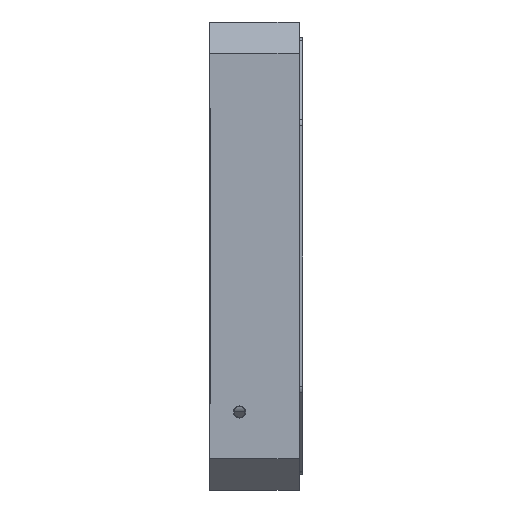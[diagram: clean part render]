
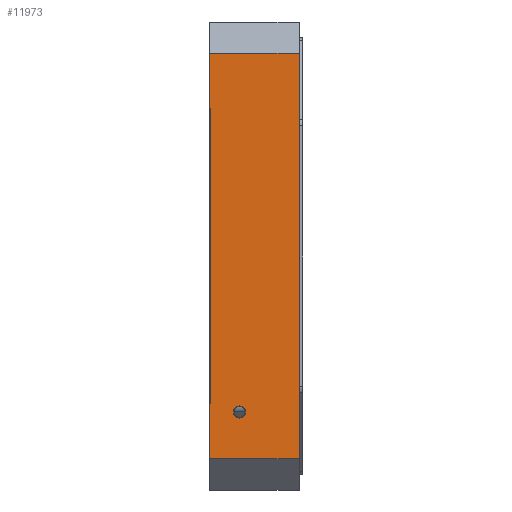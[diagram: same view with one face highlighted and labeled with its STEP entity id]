
A CAD part, left-side view. The second image highlights one B-rep face of the part: STEP entity #11973.
In plain terms, the highlighted planar face has unit normal (-1, 0, 0).
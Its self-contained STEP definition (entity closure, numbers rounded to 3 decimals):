
#7 = ORIENTED_EDGE ( 'NONE', *, *, #1723, .T. ) ;
#317 = CARTESIAN_POINT ( 'NONE',  ( -75., 12.75, -50. ) ) ;
#1076 = LINE ( 'NONE', #13772, #22036 ) ;
#1200 = EDGE_LOOP ( 'NONE', ( #22066, #7557 ) ) ;
#1307 = VERTEX_POINT ( 'NONE', #17000 ) ;
#1723 = EDGE_CURVE ( 'NONE', #1307, #22697, #1076, .T. ) ;
#1791 = EDGE_CURVE ( 'NONE', #7952, #12411, #15656, .T. ) ;
#1972 = CARTESIAN_POINT ( 'NONE',  ( -75., 22.3, -47.5 ) ) ;
#1981 = DIRECTION ( 'NONE',  ( 0., 0., -1. ) ) ;
#2003 = EDGE_LOOP ( 'NONE', ( #2514, #7, #6921, #11681, #8404, #15380, #7303, #12301 ) ) ;
#2070 = DIRECTION ( 'NONE',  ( 1., 0., 0. ) ) ;
#2355 = CARTESIAN_POINT ( 'NONE',  ( -75., 12.75, -51.95 ) ) ;
#2431 = CIRCLE ( 'NONE', #11514, 1.95 ) ;
#2514 = ORIENTED_EDGE ( 'NONE', *, *, #9904, .T. ) ;
#2670 = CARTESIAN_POINT ( 'NONE',  ( -75., 22.3, -65. ) ) ;
#3037 = LINE ( 'NONE', #19049, #10589 ) ;
#3318 = DIRECTION ( 'NONE',  ( 0., 1., 0. ) ) ;
#3381 = DIRECTION ( 'NONE',  ( 0., 0., -1. ) ) ;
#3449 = CARTESIAN_POINT ( 'NONE',  ( -75., 22.3, 65. ) ) ;
#4344 = DIRECTION ( 'NONE',  ( 0., 0., -1. ) ) ;
#4507 = VERTEX_POINT ( 'NONE', #16686 ) ;
#5067 = VERTEX_POINT ( 'NONE', #12260 ) ;
#5173 = LINE ( 'NONE', #17403, #11059 ) ;
#5610 = CARTESIAN_POINT ( 'NONE',  ( -75., 22.5, -75. ) ) ;
#5796 = VECTOR ( 'NONE', #9895, 1000. ) ;
#5859 = EDGE_CURVE ( 'NONE', #4507, #7952, #22715, .T. ) ;
#5984 = DIRECTION ( 'NONE',  ( 1., 0., 0. ) ) ;
#6001 = CARTESIAN_POINT ( 'NONE',  ( -75., -6.3, 65. ) ) ;
#6921 = ORIENTED_EDGE ( 'NONE', *, *, #7363, .T. ) ;
#7183 = CARTESIAN_POINT ( 'NONE',  ( -75., 22.1, -47.3 ) ) ;
#7303 = ORIENTED_EDGE ( 'NONE', *, *, #5859, .T. ) ;
#7363 = EDGE_CURVE ( 'NONE', #22697, #19810, #3037, .T. ) ;
#7384 = FACE_OUTER_BOUND ( 'NONE', #2003, .T. ) ;
#7550 = VERTEX_POINT ( 'NONE', #9400 ) ;
#7557 = ORIENTED_EDGE ( 'NONE', *, *, #13153, .T. ) ;
#7952 = VERTEX_POINT ( 'NONE', #16730 ) ;
#8404 = ORIENTED_EDGE ( 'NONE', *, *, #21359, .T. ) ;
#8423 = VERTEX_POINT ( 'NONE', #2355 ) ;
#8495 = DIRECTION ( 'NONE',  ( 0., 0.707, -0.707 ) ) ;
#9155 = FACE_BOUND ( 'NONE', #1200, .T. ) ;
#9277 = DIRECTION ( 'NONE',  ( 0., 0., -1. ) ) ;
#9400 = CARTESIAN_POINT ( 'NONE',  ( -75., 22.3, -65. ) ) ;
#9526 = VECTOR ( 'NONE', #3318, 1000. ) ;
#9895 = DIRECTION ( 'NONE',  ( 0., 0., 1. ) ) ;
#9904 = EDGE_CURVE ( 'NONE', #12411, #1307, #5173, .T. ) ;
#10085 = EDGE_CURVE ( 'NONE', #7550, #4507, #22135, .T. ) ;
#10379 = CARTESIAN_POINT ( 'NONE',  ( -75., 12.75, -50. ) ) ;
#10401 = LINE ( 'NONE', #1972, #16551 ) ;
#10589 = VECTOR ( 'NONE', #21171, 1000. ) ;
#11059 = VECTOR ( 'NONE', #12189, 1000. ) ;
#11477 = VERTEX_POINT ( 'NONE', #23083 ) ;
#11514 = AXIS2_PLACEMENT_3D ( 'NONE', #317, #5984, #1981 ) ;
#11535 = EDGE_CURVE ( 'NONE', #19810, #11477, #10401, .T. ) ;
#11681 = ORIENTED_EDGE ( 'NONE', *, *, #11535, .T. ) ;
#11952 = CARTESIAN_POINT ( 'NONE',  ( -75., 22.1, 47.3 ) ) ;
#11973 = ADVANCED_FACE ( 'NONE', ( #9155, #7384 ), #14635, .F. ) ;
#12189 = DIRECTION ( 'NONE',  ( 0., 0., -1. ) ) ;
#12260 = CARTESIAN_POINT ( 'NONE',  ( -75., 12.75, -48.05 ) ) ;
#12301 = ORIENTED_EDGE ( 'NONE', *, *, #1791, .T. ) ;
#12411 = VERTEX_POINT ( 'NONE', #3449 ) ;
#13123 = CARTESIAN_POINT ( 'NONE',  ( -75., 22.5, -65. ) ) ;
#13153 = EDGE_CURVE ( 'NONE', #8423, #5067, #22790, .T. ) ;
#13474 = LINE ( 'NONE', #2670, #16540 ) ;
#13772 = CARTESIAN_POINT ( 'NONE',  ( -75., 22.3, 47.5 ) ) ;
#14573 = EDGE_CURVE ( 'NONE', #5067, #8423, #2431, .T. ) ;
#14635 = PLANE ( 'NONE',  #18820 ) ;
#15380 = ORIENTED_EDGE ( 'NONE', *, *, #10085, .T. ) ;
#15656 = LINE ( 'NONE', #20522, #9526 ) ;
#15999 = VECTOR ( 'NONE', #20590, 1000. ) ;
#16540 = VECTOR ( 'NONE', #4344, 1000. ) ;
#16551 = VECTOR ( 'NONE', #8495, 1000. ) ;
#16686 = CARTESIAN_POINT ( 'NONE',  ( -75., -6.3, -65. ) ) ;
#16730 = CARTESIAN_POINT ( 'NONE',  ( -75., -6.3, 65. ) ) ;
#17000 = CARTESIAN_POINT ( 'NONE',  ( -75., 22.3, 47.5 ) ) ;
#17403 = CARTESIAN_POINT ( 'NONE',  ( -75., 22.3, 47.5 ) ) ;
#17616 = DIRECTION ( 'NONE',  ( 1., 0., 0. ) ) ;
#18820 = AXIS2_PLACEMENT_3D ( 'NONE', #5610, #2070, #9277 ) ;
#19012 = AXIS2_PLACEMENT_3D ( 'NONE', #10379, #17616, #3381 ) ;
#19049 = CARTESIAN_POINT ( 'NONE',  ( -75., 22.1, -47.5 ) ) ;
#19810 = VERTEX_POINT ( 'NONE', #7183 ) ;
#20522 = CARTESIAN_POINT ( 'NONE',  ( -75., 22.5, 65. ) ) ;
#20590 = DIRECTION ( 'NONE',  ( 0., -1., 0. ) ) ;
#21171 = DIRECTION ( 'NONE',  ( 0., 0., -1. ) ) ;
#21359 = EDGE_CURVE ( 'NONE', #11477, #7550, #13474, .T. ) ;
#22036 = VECTOR ( 'NONE', #22419, 1000. ) ;
#22066 = ORIENTED_EDGE ( 'NONE', *, *, #14573, .T. ) ;
#22135 = LINE ( 'NONE', #13123, #15999 ) ;
#22419 = DIRECTION ( 'NONE',  ( 0., -0.707, -0.707 ) ) ;
#22697 = VERTEX_POINT ( 'NONE', #11952 ) ;
#22715 = LINE ( 'NONE', #6001, #5796 ) ;
#22790 = CIRCLE ( 'NONE', #19012, 1.95 ) ;
#23083 = CARTESIAN_POINT ( 'NONE',  ( -75., 22.3, -47.5 ) ) ;
